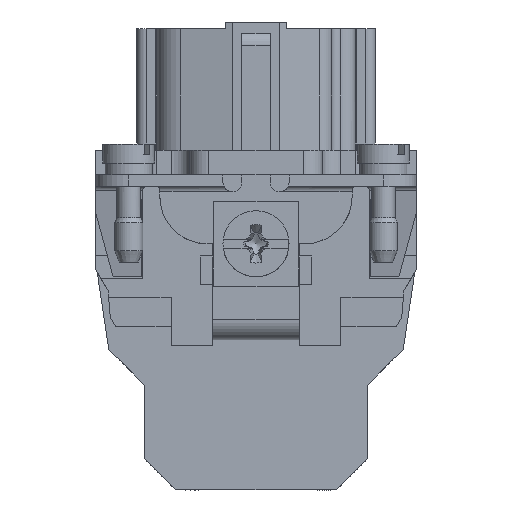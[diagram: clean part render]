
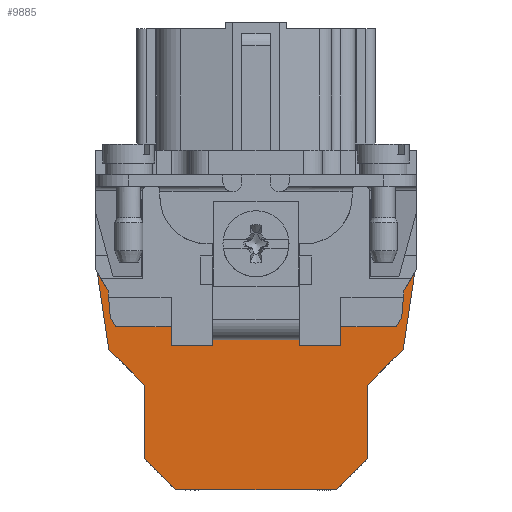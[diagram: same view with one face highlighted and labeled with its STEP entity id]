
A CAD part, left-side view. The second image highlights one B-rep face of the part: STEP entity #9885.
In plain terms, the highlighted planar face has unit normal (-1, 0, 0).
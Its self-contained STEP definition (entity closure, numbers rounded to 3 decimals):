
#8735=FACE_OUTER_BOUND('',#12503,.T.);
#9885=ADVANCED_FACE('',(#8735),#11074,.T.);
#11074=PLANE('',#36035);
#12503=EDGE_LOOP('',(#16010,#16011,#16012,#16013,#16014,#16015,#16016,#16017,
#16018,#16019,#16020,#16021,#16022,#16023,#16024,#16025,#16026,#16027,#16028));
#16010=ORIENTED_EDGE('',*,*,#24022,.T.);
#16011=ORIENTED_EDGE('',*,*,#24008,.T.);
#16012=ORIENTED_EDGE('',*,*,#23983,.T.);
#16013=ORIENTED_EDGE('',*,*,#23980,.T.);
#16014=ORIENTED_EDGE('',*,*,#24175,.T.);
#16015=ORIENTED_EDGE('',*,*,#24176,.F.);
#16016=ORIENTED_EDGE('',*,*,#24177,.F.);
#16017=ORIENTED_EDGE('',*,*,#24178,.F.);
#16018=ORIENTED_EDGE('',*,*,#22856,.F.);
#16019=ORIENTED_EDGE('',*,*,#24179,.F.);
#16020=ORIENTED_EDGE('',*,*,#24179,.T.);
#16021=ORIENTED_EDGE('',*,*,#22779,.T.);
#16022=ORIENTED_EDGE('',*,*,#24180,.T.);
#16023=ORIENTED_EDGE('',*,*,#24181,.T.);
#16024=ORIENTED_EDGE('',*,*,#24182,.T.);
#16025=ORIENTED_EDGE('',*,*,#24183,.F.);
#16026=ORIENTED_EDGE('',*,*,#23913,.T.);
#16027=ORIENTED_EDGE('',*,*,#23929,.T.);
#16028=ORIENTED_EDGE('',*,*,#23917,.T.);
#20453=VERTEX_POINT('',#44380);
#20455=VERTEX_POINT('',#44383);
#20529=VERTEX_POINT('',#44689);
#20813=VERTEX_POINT('',#45438);
#20854=VERTEX_POINT('',#45528);
#21351=VERTEX_POINT('',#46994);
#21353=VERTEX_POINT('',#46999);
#21355=VERTEX_POINT('',#47003);
#21390=VERTEX_POINT('',#47128);
#21392=VERTEX_POINT('',#47134);
#21408=VERTEX_POINT('',#47180);
#21495=VERTEX_POINT('',#47511);
#21496=VERTEX_POINT('',#47513);
#21497=VERTEX_POINT('',#47515);
#21498=VERTEX_POINT('',#47518);
#21499=VERTEX_POINT('',#47520);
#21500=VERTEX_POINT('',#47522);
#21501=VERTEX_POINT('',#47524);
#22779=EDGE_CURVE('',#20455,#20453,#28327,.T.);
#22856=EDGE_CURVE('',#20455,#20529,#28352,.T.);
#23913=EDGE_CURVE('',#20854,#21351,#29173,.T.);
#23917=EDGE_CURVE('',#21353,#21355,#29177,.T.);
#23929=EDGE_CURVE('',#21351,#21353,#29189,.T.);
#23980=EDGE_CURVE('',#21390,#20813,#29234,.T.);
#23983=EDGE_CURVE('',#21392,#21390,#29237,.T.);
#24008=EDGE_CURVE('',#21408,#21392,#29261,.T.);
#24022=EDGE_CURVE('',#21355,#21408,#29272,.T.);
#24175=EDGE_CURVE('',#20813,#21495,#29402,.T.);
#24176=EDGE_CURVE('',#21496,#21495,#29403,.T.);
#24177=EDGE_CURVE('',#21497,#21496,#29404,.T.);
#24178=EDGE_CURVE('',#20529,#21497,#29405,.T.);
#24179=EDGE_CURVE('',#21498,#20455,#29406,.T.);
#24180=EDGE_CURVE('',#20453,#21499,#29407,.T.);
#24181=EDGE_CURVE('',#21499,#21500,#29408,.T.);
#24182=EDGE_CURVE('',#21500,#21501,#29409,.T.);
#24183=EDGE_CURVE('',#20854,#21501,#29410,.T.);
#28327=LINE('',#44382,#30845);
#28352=LINE('',#44692,#30870);
#29173=LINE('',#46995,#31691);
#29177=LINE('',#47004,#31695);
#29189=LINE('',#47027,#31707);
#29234=LINE('',#47127,#31752);
#29237=LINE('',#47133,#31755);
#29261=LINE('',#47181,#31779);
#29272=LINE('',#47207,#31790);
#29402=LINE('',#47510,#31920);
#29403=LINE('',#47512,#31921);
#29404=LINE('',#47514,#31922);
#29405=LINE('',#47516,#31923);
#29406=LINE('',#47517,#31924);
#29407=LINE('',#47519,#31925);
#29408=LINE('',#47521,#31926);
#29409=LINE('',#47523,#31927);
#29410=LINE('',#47525,#31928);
#30845=VECTOR('',#37333,1.);
#30870=VECTOR('',#37360,1.);
#31691=VECTOR('',#39135,1.);
#31695=VECTOR('',#39141,1.);
#31707=VECTOR('',#39165,1.);
#31752=VECTOR('',#39262,1.);
#31755=VECTOR('',#39267,1.);
#31779=VECTOR('',#39305,1.);
#31790=VECTOR('',#39326,1.);
#31920=VECTOR('',#39650,1.);
#31921=VECTOR('',#39651,1.);
#31922=VECTOR('',#39652,1.);
#31923=VECTOR('',#39653,1.);
#31924=VECTOR('',#39654,1.);
#31925=VECTOR('',#39655,1.);
#31926=VECTOR('',#39656,1.);
#31927=VECTOR('',#39657,1.);
#31928=VECTOR('',#39658,1.);
#36035=AXIS2_PLACEMENT_3D('',#47526,#39659,#39660);
#37333=DIRECTION('',(0.,-1.,0.));
#37360=DIRECTION('',(0.,1.,0.));
#39135=DIRECTION('',(0.,0.5,-0.866));
#39141=DIRECTION('',(0.,0.5,-0.866));
#39165=DIRECTION('',(0.,0.087,-0.996));
#39262=DIRECTION('',(0.,0.5,0.866));
#39267=DIRECTION('',(0.,0.087,0.996));
#39305=DIRECTION('',(0.,0.5,0.866));
#39326=DIRECTION('',(0.,1.,0.));
#39650=DIRECTION('',(0.,-0.149,-0.989));
#39651=DIRECTION('',(0.,0.707,0.707));
#39652=DIRECTION('',(0.,0.,1.));
#39653=DIRECTION('',(0.,0.707,0.707));
#39654=DIRECTION('',(0.,0.,-1.));
#39655=DIRECTION('',(0.,-0.707,0.707));
#39656=DIRECTION('',(0.,0.,1.));
#39657=DIRECTION('',(0.,-0.707,0.707));
#39658=DIRECTION('',(0.,0.149,-0.989));
#39659=DIRECTION('',(-1.,0.,0.));
#39660=DIRECTION('',(0.,0.,1.));
#44380=CARTESIAN_POINT('',(-22.75,-8.5,-32.2));
#44382=CARTESIAN_POINT('',(-22.75,0.,-32.2));
#44383=CARTESIAN_POINT('',(-22.75,0.,-32.2));
#44689=CARTESIAN_POINT('',(-22.75,8.5,-32.2));
#44692=CARTESIAN_POINT('',(-22.75,0.,-32.2));
#45438=CARTESIAN_POINT('',(-22.75,16.834,-9.087));
#45528=CARTESIAN_POINT('',(-22.75,-16.834,-9.087));
#46994=CARTESIAN_POINT('',(-22.75,-15.684,-11.079));
#46995=CARTESIAN_POINT('',(-22.75,-2.054,-34.687));
#46999=CARTESIAN_POINT('',(-22.75,-15.437,-13.9));
#47003=CARTESIAN_POINT('',(-22.75,-14.86,-14.9));
#47004=CARTESIAN_POINT('',(-22.75,-3.09,-35.286));
#47027=CARTESIAN_POINT('',(-22.75,-13.641,-34.439));
#47127=CARTESIAN_POINT('',(-22.75,2.315,-34.235));
#47128=CARTESIAN_POINT('',(-22.75,15.684,-11.079));
#47133=CARTESIAN_POINT('',(-22.75,13.648,-34.348));
#47134=CARTESIAN_POINT('',(-22.75,15.437,-13.9));
#47180=CARTESIAN_POINT('',(-22.75,14.86,-14.9));
#47181=CARTESIAN_POINT('',(-22.75,3.352,-34.833));
#47207=CARTESIAN_POINT('',(-22.75,0.522,-14.9));
#47510=CARTESIAN_POINT('',(-22.75,16.9,-8.65));
#47511=CARTESIAN_POINT('',(-22.75,15.6,-17.3));
#47512=CARTESIAN_POINT('',(-22.75,11.8,-21.1));
#47513=CARTESIAN_POINT('',(-22.75,11.8,-21.1));
#47514=CARTESIAN_POINT('',(-22.75,11.8,-28.9));
#47515=CARTESIAN_POINT('',(-22.75,11.8,-28.9));
#47516=CARTESIAN_POINT('',(-22.75,8.5,-32.2));
#47517=CARTESIAN_POINT('',(-22.75,0.,-4.4));
#47518=CARTESIAN_POINT('',(-22.75,0.,-31.429));
#47519=CARTESIAN_POINT('',(-22.75,-8.5,-32.2));
#47520=CARTESIAN_POINT('',(-22.75,-11.8,-28.9));
#47521=CARTESIAN_POINT('',(-22.75,-11.8,-28.9));
#47522=CARTESIAN_POINT('',(-22.75,-11.8,-21.1));
#47523=CARTESIAN_POINT('',(-22.75,-11.8,-21.1));
#47524=CARTESIAN_POINT('',(-22.75,-15.6,-17.3));
#47525=CARTESIAN_POINT('',(-22.75,-16.9,-8.65));
#47526=CARTESIAN_POINT('',(-22.75,0.,0.));
